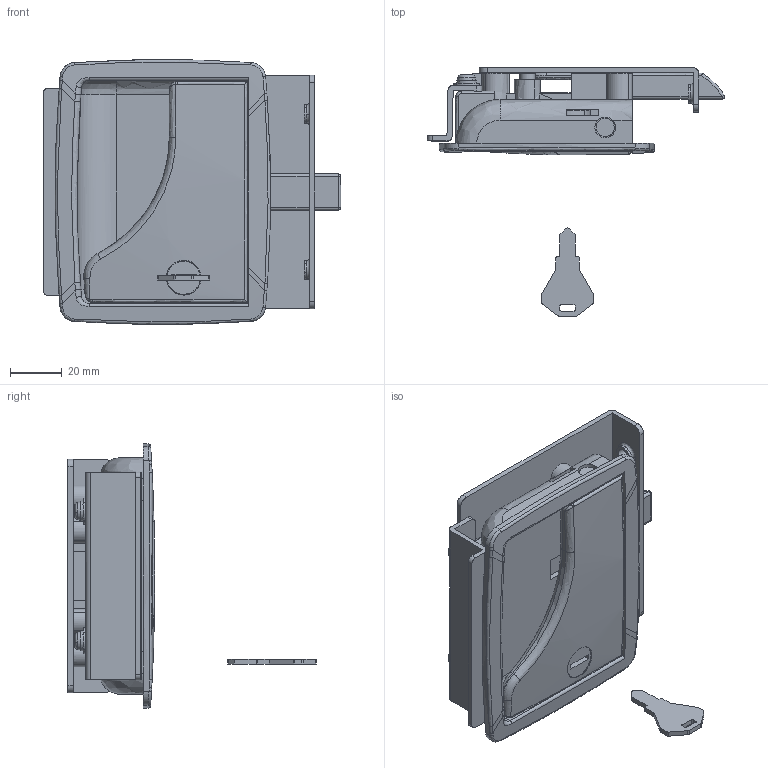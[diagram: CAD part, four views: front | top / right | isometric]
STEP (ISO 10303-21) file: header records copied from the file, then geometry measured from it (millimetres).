
FILE_DESCRIPTION((''),'2;1');
FILE_NAME('','2006-02-22T15:27:57',(''),(''),'','CADfix','');
FILE_SCHEMA(('AUTOMOTIVE_DESIGN'));
Length unit declared in the file: millimetre
Products named in the file (9): bracket_B_mr; handle_mr; lock_mr; screw_mr; latch_mr; key_mr; bracket_A_mr; base_mr; THA_282_3_12809_36
Assembly tree (9 placements, depth 2):
  THA_282_3_12809_36
    bracket_B_mr
    handle_mr
    lock_mr
    screw_mr  x2
    latch_mr
    key_mr
    bracket_A_mr
    base_mr
Bounding box: 114.5 x 95.54 x 101.97 mm (x, y, z)
Volume: 94764.7 mm3; surface area: 74582.4 mm2
Topology: 9 solids, 9 shells, 583 faces, 1919 edges, 1372 vertices
Faces by surface type: bspline 583
Entity records: 25402 total; most frequent: CARTESIAN_POINT 14679, ORIENTED_EDGE 3582, EDGE_CURVE 1791, VERTEX_POINT 1278, QUASI_UNIFORM_CURVE 904, B_SPLINE_CURVE_WITH_KNOTS 868, EDGE_LOOP 605, FACE_OUTER_BOUND 546
